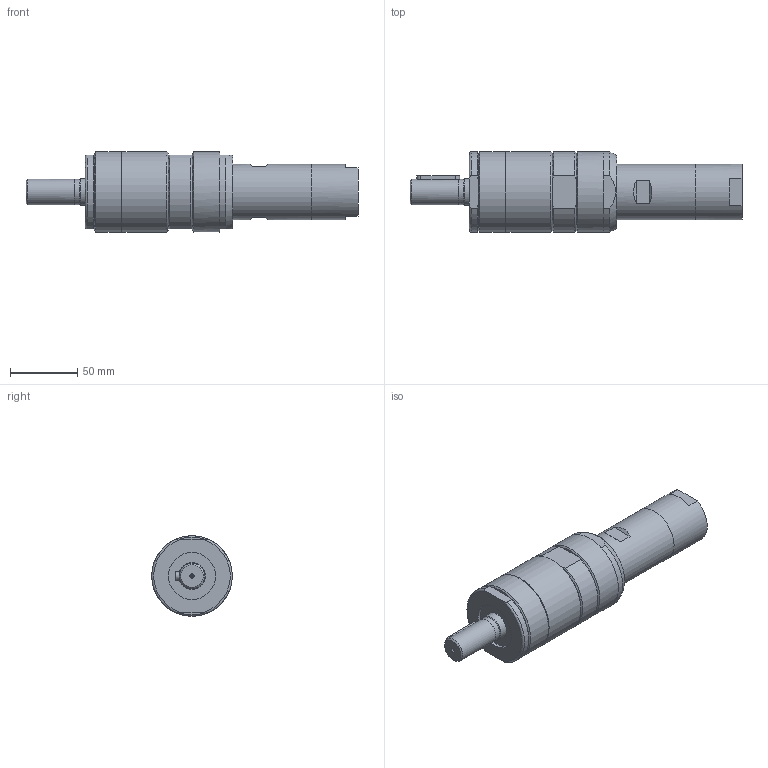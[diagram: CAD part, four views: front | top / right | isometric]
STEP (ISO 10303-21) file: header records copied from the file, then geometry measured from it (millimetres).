
FILE_DESCRIPTION((''),'2;1');
FILE_NAME('MRD 38-33_60008835.stp','2009-04-22T15:10:18',('rmorof'),(''),'Autodesk Inventor 2008','Autodesk Inventor 2008','');
FILE_SCHEMA(('CONFIG_CONTROL_DESIGN'));
Length unit declared in the file: millimetre
Products named in the file (1): MRD 38-33_60008835
Bounding box: 247.5 x 60 x 60 mm (x, y, z)
Volume: 439765.4 mm3; surface area: 43633.2 mm2
Topology: 1 solids, 3 shells, 94 faces, 211 edges, 135 vertices
Faces by surface type: plane 39, cylinder 26, cone 13, bspline 11, torus 3, sphere 2
Full cylindrical faces by diameter (mm): 1.55 x2, 3.6 x1, 4 x1, 5 x1, 5.5 x1, 18.8 x1, 19 x1, 20 x1, 35 x1, 41.5 x2, 42 x1, 58.195 x1, 60 x3
Entity records: 2766 total; most frequent: CARTESIAN_POINT 800, DIRECTION 382, ORIENTED_EDGE 310, AXIS2_PLACEMENT_3D 167, EDGE_CURVE 155, EDGE_LOOP 142, VERTEX_POINT 113, FACE_OUTER_BOUND 94
